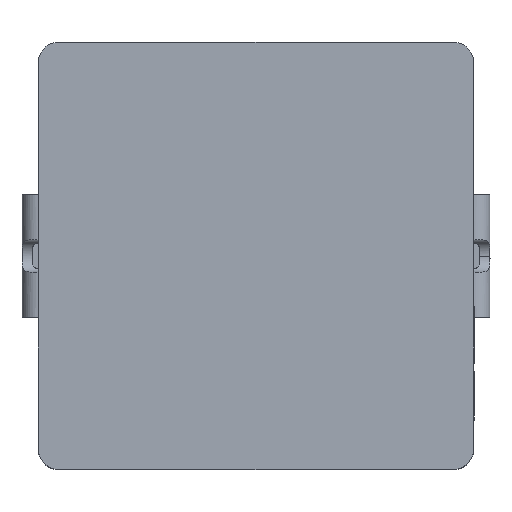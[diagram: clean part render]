
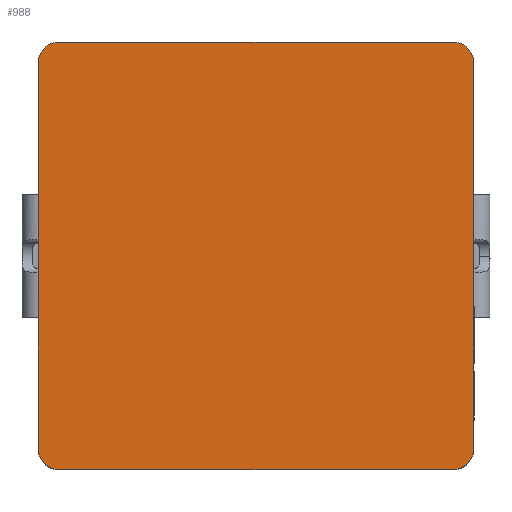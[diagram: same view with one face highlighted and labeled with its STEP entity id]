
A CAD part, top view. The second image highlights one B-rep face of the part: STEP entity #988.
In plain terms, the highlighted planar face has unit normal (0, 0, 1).
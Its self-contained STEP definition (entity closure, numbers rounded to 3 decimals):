
#28 = ORIENTED_EDGE ( 'NONE', *, *, #7287, .T. ) ;
#63 = CARTESIAN_POINT ( 'NONE',  ( -5.35, 5.25, 4.1 ) ) ;
#82 = DIRECTION ( 'NONE',  ( 0., 0., 1. ) ) ;
#97 = CARTESIAN_POINT ( 'NONE',  ( 4.85, 5.25, 4.1 ) ) ;
#427 = LINE ( 'NONE', #1640, #2156 ) ;
#455 = CARTESIAN_POINT ( 'NONE',  ( -4.85, -4.75, 4.1 ) ) ;
#544 = EDGE_CURVE ( 'NONE', #13371, #10812, #3862, .T. ) ;
#631 = EDGE_LOOP ( 'NONE', ( #6449, #6716, #4902, #11440, #5372, #28, #4109, #8233 ) ) ;
#673 = VERTEX_POINT ( 'NONE', #3451 ) ;
#820 = AXIS2_PLACEMENT_3D ( 'NONE', #1815, #10204, #4949 ) ;
#840 = EDGE_CURVE ( 'NONE', #673, #13371, #10315, .T. ) ;
#988 = ADVANCED_FACE ( 'NONE', ( #3362 ), #1304, .F. ) ;
#1097 = VERTEX_POINT ( 'NONE', #12707 ) ;
#1304 = PLANE ( 'NONE',  #2940 ) ;
#1311 = EDGE_CURVE ( 'NONE', #12329, #673, #13475, .T. ) ;
#1460 = CARTESIAN_POINT ( 'NONE',  ( 4.85, -5.25, 4.1 ) ) ;
#1640 = CARTESIAN_POINT ( 'NONE',  ( 5.35, -5.25, 4.1 ) ) ;
#1694 = EDGE_CURVE ( 'NONE', #12965, #12329, #6157, .T. ) ;
#1815 = CARTESIAN_POINT ( 'NONE',  ( 4.85, -4.75, 4.1 ) ) ;
#1976 = AXIS2_PLACEMENT_3D ( 'NONE', #8823, #7651, #13045 ) ;
#2156 = VECTOR ( 'NONE', #3566, 1000. ) ;
#2940 = AXIS2_PLACEMENT_3D ( 'NONE', #5863, #12171, #10101 ) ;
#3362 = FACE_OUTER_BOUND ( 'NONE', #631, .T. ) ;
#3451 = CARTESIAN_POINT ( 'NONE',  ( -4.85, -5.25, 4.1 ) ) ;
#3566 = DIRECTION ( 'NONE',  ( 0., 1., 0. ) ) ;
#3629 = VERTEX_POINT ( 'NONE', #7518 ) ;
#3712 = CARTESIAN_POINT ( 'NONE',  ( 5.35, -4.75, 4.1 ) ) ;
#3862 = CIRCLE ( 'NONE', #820, 0.5 ) ;
#4109 = ORIENTED_EDGE ( 'NONE', *, *, #1694, .T. ) ;
#4902 = ORIENTED_EDGE ( 'NONE', *, *, #11836, .T. ) ;
#4949 = DIRECTION ( 'NONE',  ( -1., 0., 0. ) ) ;
#5372 = ORIENTED_EDGE ( 'NONE', *, *, #12288, .T. ) ;
#5376 = CARTESIAN_POINT ( 'NONE',  ( -4.85, 4.75, 4.1 ) ) ;
#5863 = CARTESIAN_POINT ( 'NONE',  ( 0., 0., 4.1 ) ) ;
#6157 = LINE ( 'NONE', #10253, #11963 ) ;
#6373 = LINE ( 'NONE', #63, #11374 ) ;
#6449 = ORIENTED_EDGE ( 'NONE', *, *, #840, .T. ) ;
#6716 = ORIENTED_EDGE ( 'NONE', *, *, #544, .T. ) ;
#7287 = EDGE_CURVE ( 'NONE', #3629, #12965, #10134, .T. ) ;
#7518 = CARTESIAN_POINT ( 'NONE',  ( -4.85, 5.25, 4.1 ) ) ;
#7646 = EDGE_CURVE ( 'NONE', #1097, #8918, #7663, .T. ) ;
#7651 = DIRECTION ( 'NONE',  ( 0., 0., 1. ) ) ;
#7663 = CIRCLE ( 'NONE', #1976, 0.5 ) ;
#7694 = AXIS2_PLACEMENT_3D ( 'NONE', #5376, #82, #8489 ) ;
#7830 = DIRECTION ( 'NONE',  ( 0., 0., 1. ) ) ;
#8025 = DIRECTION ( 'NONE',  ( 1., 0., 0. ) ) ;
#8233 = ORIENTED_EDGE ( 'NONE', *, *, #1311, .T. ) ;
#8489 = DIRECTION ( 'NONE',  ( -1., 0., 0. ) ) ;
#8777 = VECTOR ( 'NONE', #8025, 1000. ) ;
#8823 = CARTESIAN_POINT ( 'NONE',  ( 4.85, 4.75, 4.1 ) ) ;
#8918 = VERTEX_POINT ( 'NONE', #97 ) ;
#9984 = DIRECTION ( 'NONE',  ( -1., 0., 0. ) ) ;
#10101 = DIRECTION ( 'NONE',  ( -1., 0., 0. ) ) ;
#10134 = CIRCLE ( 'NONE', #7694, 0.5 ) ;
#10204 = DIRECTION ( 'NONE',  ( 0., 0., 1. ) ) ;
#10253 = CARTESIAN_POINT ( 'NONE',  ( -5.35, -5.25, 4.1 ) ) ;
#10315 = LINE ( 'NONE', #12126, #8777 ) ;
#10812 = VERTEX_POINT ( 'NONE', #3712 ) ;
#11374 = VECTOR ( 'NONE', #11798, 1000. ) ;
#11440 = ORIENTED_EDGE ( 'NONE', *, *, #7646, .T. ) ;
#11730 = AXIS2_PLACEMENT_3D ( 'NONE', #455, #7830, #9984 ) ;
#11798 = DIRECTION ( 'NONE',  ( -1., 0., 0. ) ) ;
#11836 = EDGE_CURVE ( 'NONE', #10812, #1097, #427, .T. ) ;
#11963 = VECTOR ( 'NONE', #12391, 1000. ) ;
#12082 = CARTESIAN_POINT ( 'NONE',  ( -5.35, -4.75, 4.1 ) ) ;
#12126 = CARTESIAN_POINT ( 'NONE',  ( -5.35, -5.25, 4.1 ) ) ;
#12171 = DIRECTION ( 'NONE',  ( 0., 0., -1. ) ) ;
#12288 = EDGE_CURVE ( 'NONE', #8918, #3629, #6373, .T. ) ;
#12329 = VERTEX_POINT ( 'NONE', #12082 ) ;
#12391 = DIRECTION ( 'NONE',  ( 0., -1., 0. ) ) ;
#12707 = CARTESIAN_POINT ( 'NONE',  ( 5.35, 4.75, 4.1 ) ) ;
#12760 = CARTESIAN_POINT ( 'NONE',  ( -5.35, 4.75, 4.1 ) ) ;
#12965 = VERTEX_POINT ( 'NONE', #12760 ) ;
#13045 = DIRECTION ( 'NONE',  ( -1., 0., 0. ) ) ;
#13371 = VERTEX_POINT ( 'NONE', #1460 ) ;
#13475 = CIRCLE ( 'NONE', #11730, 0.5 ) ;
